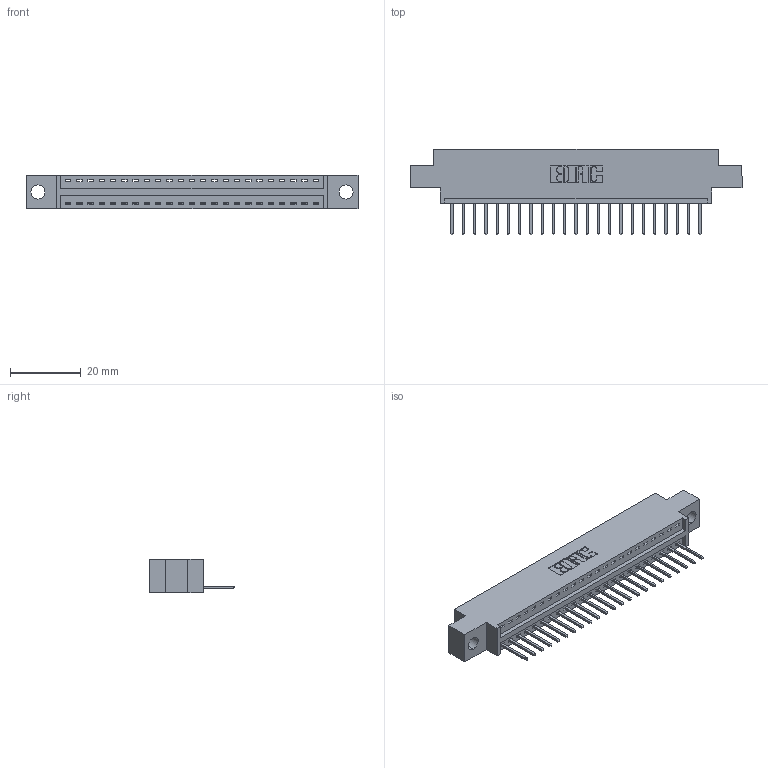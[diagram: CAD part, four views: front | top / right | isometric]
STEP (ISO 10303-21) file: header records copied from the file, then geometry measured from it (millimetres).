
FILE_DESCRIPTION (( 'STEP AP203' ), '1' );
FILE_NAME ('346-023-526-604.STEP', '2022-05-05T21:15:27', ( '' ), ( '' ), 'SwSTEP 2.0', 'SolidWorks 2020', '' );
FILE_SCHEMA (( 'CONFIG_CONTROL_DESIGN' ));
Length unit declared in the file: inch
Products named in the file (3): 346 Part_0.170 Offset - 0.156 Dia-TH; 346-023-526-604; 345-292-001_345-293-126
Assembly tree (24 placements, depth 2):
  346-023-526-604
    346 Part_0.170 Offset - 0.156 Dia-TH
    345-292-001_345-293-126  x23
Bounding box: 93.6 x 24.13 x 9.4 mm (x, y, z)
Volume: 8549.7 mm3; surface area: 10456.2 mm2
Topology: 24 solids, 24 shells, 1474 faces, 4425 edges, 2918 vertices
Faces by surface type: plane 1014, cylinder 460
Entity records: 17401 total; most frequent: CARTESIAN_POINT 2999, ORIENTED_EDGE 2954, DIRECTION 2667, EDGE_CURVE 1477, LINE 1253, VECTOR 1253, VERTEX_POINT 982, AXIS2_PLACEMENT_3D 707
